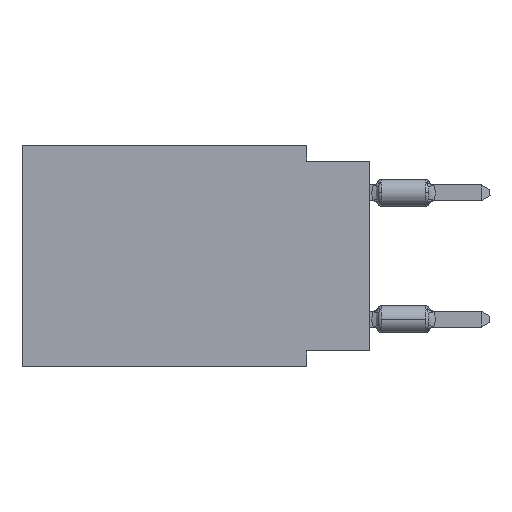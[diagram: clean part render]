
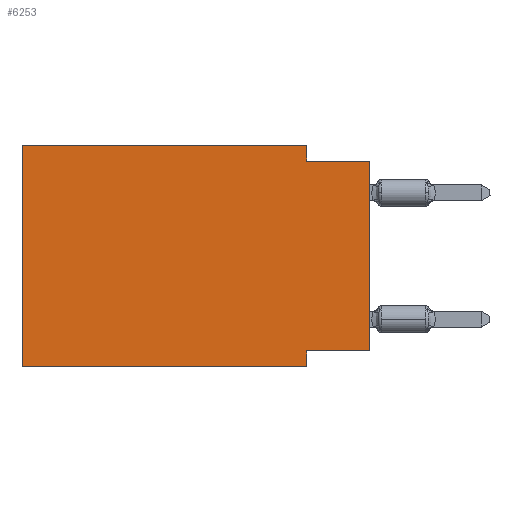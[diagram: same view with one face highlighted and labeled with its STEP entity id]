
A CAD part, left-side view. The second image highlights one B-rep face of the part: STEP entity #6253.
In plain terms, the highlighted planar face has unit normal (-1, 0, 0).
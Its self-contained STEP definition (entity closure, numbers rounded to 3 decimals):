
#913 = LINE ( 'NONE', #7161, #10346 ) ;
#1511 = DIRECTION ( 'NONE',  ( 0., 0., 1. ) ) ;
#3265 = EDGE_LOOP ( 'NONE', ( #22746, #23292, #4868, #8083, #16240, #19721, #13426, #13914 ) ) ;
#4419 = CARTESIAN_POINT ( 'NONE',  ( 0., 13.97, -8.89 ) ) ;
#4471 = DIRECTION ( 'NONE',  ( 0., -1., 0. ) ) ;
#4614 = EDGE_CURVE ( 'NONE', #17213, #5787, #23451, .T. ) ;
#4646 = CARTESIAN_POINT ( 'NONE',  ( 0., 2.54, -8.255 ) ) ;
#4847 = CARTESIAN_POINT ( 'NONE',  ( 0., 0., -8.255 ) ) ;
#4858 = CARTESIAN_POINT ( 'NONE',  ( 0., 13.97, 0. ) ) ;
#4868 = ORIENTED_EDGE ( 'NONE', *, *, #11345, .F. ) ;
#4898 = LINE ( 'NONE', #10304, #23123 ) ;
#5425 = CARTESIAN_POINT ( 'NONE',  ( 0., 13.97, 0. ) ) ;
#5787 = VERTEX_POINT ( 'NONE', #4646 ) ;
#6253 = ADVANCED_FACE ( 'NONE', ( #14203 ), #21702, .F. ) ;
#6716 = VERTEX_POINT ( 'NONE', #14298 ) ;
#6719 = EDGE_CURVE ( 'NONE', #12326, #16362, #913, .T. ) ;
#6994 = CARTESIAN_POINT ( 'NONE',  ( 0., 2.54, -0.635 ) ) ;
#7161 = CARTESIAN_POINT ( 'NONE',  ( 0., 13.97, 0. ) ) ;
#8083 = ORIENTED_EDGE ( 'NONE', *, *, #19744, .F. ) ;
#8253 = EDGE_CURVE ( 'NONE', #5787, #15146, #9481, .T. ) ;
#9357 = DIRECTION ( 'NONE',  ( 0., 0., -1. ) ) ;
#9481 = LINE ( 'NONE', #11188, #13968 ) ;
#9703 = DIRECTION ( 'NONE',  ( 0., -1., 0. ) ) ;
#10304 = CARTESIAN_POINT ( 'NONE',  ( 0., 2.54, 0. ) ) ;
#10346 = VECTOR ( 'NONE', #1511, 1000. ) ;
#10506 = DIRECTION ( 'NONE',  ( 1., 0., 0. ) ) ;
#11188 = CARTESIAN_POINT ( 'NONE',  ( 0., 2.54, -8.89 ) ) ;
#11246 = VECTOR ( 'NONE', #4471, 1000. ) ;
#11345 = EDGE_CURVE ( 'NONE', #21020, #18017, #4898, .T. ) ;
#12276 = EDGE_CURVE ( 'NONE', #12326, #15146, #15235, .T. ) ;
#12326 = VERTEX_POINT ( 'NONE', #4419 ) ;
#12331 = DIRECTION ( 'NONE',  ( 0., 0., 1. ) ) ;
#13426 = ORIENTED_EDGE ( 'NONE', *, *, #8253, .F. ) ;
#13805 = CARTESIAN_POINT ( 'NONE',  ( 0., 0., -0.635 ) ) ;
#13914 = ORIENTED_EDGE ( 'NONE', *, *, #4614, .F. ) ;
#13968 = VECTOR ( 'NONE', #9357, 1000. ) ;
#13998 = VECTOR ( 'NONE', #20417, 1000. ) ;
#14203 = FACE_OUTER_BOUND ( 'NONE', #3265, .T. ) ;
#14298 = CARTESIAN_POINT ( 'NONE',  ( 0., 0., -0.635 ) ) ;
#15146 = VERTEX_POINT ( 'NONE', #18154 ) ;
#15235 = LINE ( 'NONE', #19530, #23876 ) ;
#15569 = EDGE_CURVE ( 'NONE', #17213, #6716, #19965, .T. ) ;
#15784 = LINE ( 'NONE', #13805, #11246 ) ;
#16190 = CARTESIAN_POINT ( 'NONE',  ( 0., 0., -8.255 ) ) ;
#16240 = ORIENTED_EDGE ( 'NONE', *, *, #6719, .F. ) ;
#16362 = VERTEX_POINT ( 'NONE', #19447 ) ;
#17213 = VERTEX_POINT ( 'NONE', #4847 ) ;
#17594 = CARTESIAN_POINT ( 'NONE',  ( 0., 2.54, 0. ) ) ;
#18017 = VERTEX_POINT ( 'NONE', #6994 ) ;
#18020 = DIRECTION ( 'NONE',  ( 0., 0., -1. ) ) ;
#18154 = CARTESIAN_POINT ( 'NONE',  ( 0., 2.54, -8.89 ) ) ;
#19447 = CARTESIAN_POINT ( 'NONE',  ( 0., 13.97, 0. ) ) ;
#19530 = CARTESIAN_POINT ( 'NONE',  ( 0., 13.97, -8.89 ) ) ;
#19721 = ORIENTED_EDGE ( 'NONE', *, *, #12276, .T. ) ;
#19744 = EDGE_CURVE ( 'NONE', #16362, #21020, #22756, .T. ) ;
#19965 = LINE ( 'NONE', #23541, #20432 ) ;
#20015 = DIRECTION ( 'NONE',  ( 0., 0., -1. ) ) ;
#20417 = DIRECTION ( 'NONE',  ( 0., -1., 0. ) ) ;
#20432 = VECTOR ( 'NONE', #12331, 1000. ) ;
#20515 = AXIS2_PLACEMENT_3D ( 'NONE', #4858, #10506, #18020 ) ;
#20719 = EDGE_CURVE ( 'NONE', #18017, #6716, #15784, .T. ) ;
#21020 = VERTEX_POINT ( 'NONE', #17594 ) ;
#21320 = VECTOR ( 'NONE', #23681, 1000. ) ;
#21702 = PLANE ( 'NONE',  #20515 ) ;
#22746 = ORIENTED_EDGE ( 'NONE', *, *, #15569, .T. ) ;
#22756 = LINE ( 'NONE', #5425, #13998 ) ;
#23123 = VECTOR ( 'NONE', #20015, 1000. ) ;
#23292 = ORIENTED_EDGE ( 'NONE', *, *, #20719, .F. ) ;
#23451 = LINE ( 'NONE', #16190, #21320 ) ;
#23541 = CARTESIAN_POINT ( 'NONE',  ( 0., 0., 0. ) ) ;
#23681 = DIRECTION ( 'NONE',  ( 0., 1., 0. ) ) ;
#23876 = VECTOR ( 'NONE', #9703, 1000. ) ;
